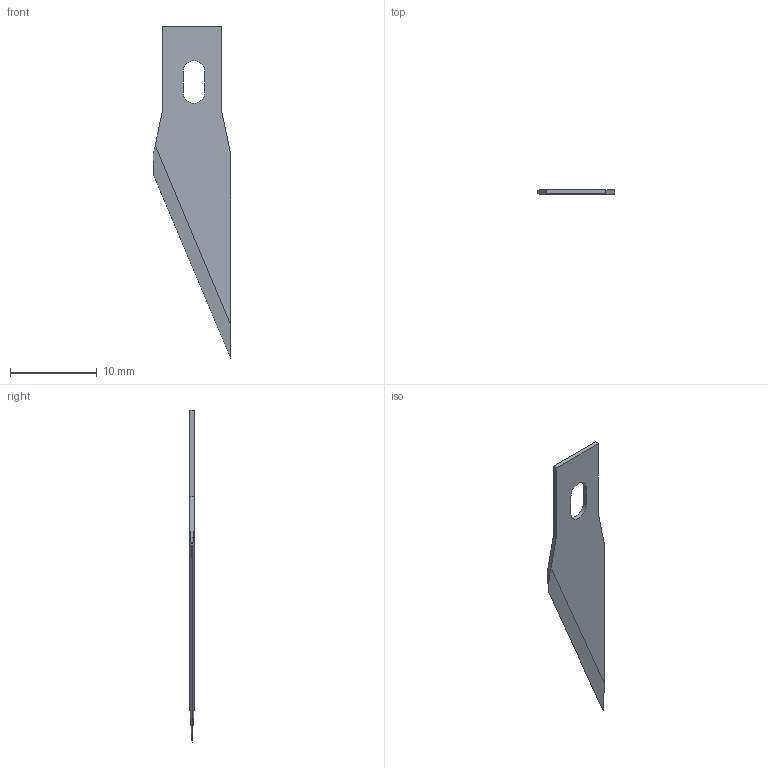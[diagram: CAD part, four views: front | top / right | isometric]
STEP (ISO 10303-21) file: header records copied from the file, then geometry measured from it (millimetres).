
FILE_DESCRIPTION((''),'2;1');
FILE_NAME('JIG','2024-07-25T12:39:58',('b010125'),(''),'CREO PARAMETRIC BY PTC INC, 2021184','CREO PARAMETRIC BY PTC INC, 2021184','');
FILE_SCHEMA(('AUTOMOTIVE_DESIGN { 1 0 10303 214 1 1 1 1 }'));
Length unit declared in the file: millimetre
Products named in the file (1): JIG
Bounding box: 8.89 x 0.5 x 38.22 mm (x, y, z)
Volume: 96.5 mm3; surface area: 456.9 mm2
Topology: 1 solids, 1 shells, 15 faces, 39 edges, 26 vertices
Faces by surface type: plane 13, cylinder 2
Entity records: 633 total; most frequent: COLOUR_RGB 120, CARTESIAN_POINT 82, ORIENTED_EDGE 78, DIRECTION 73, EDGE_CURVE 39, VECTOR 35, LINE 35, VERTEX_POINT 26
